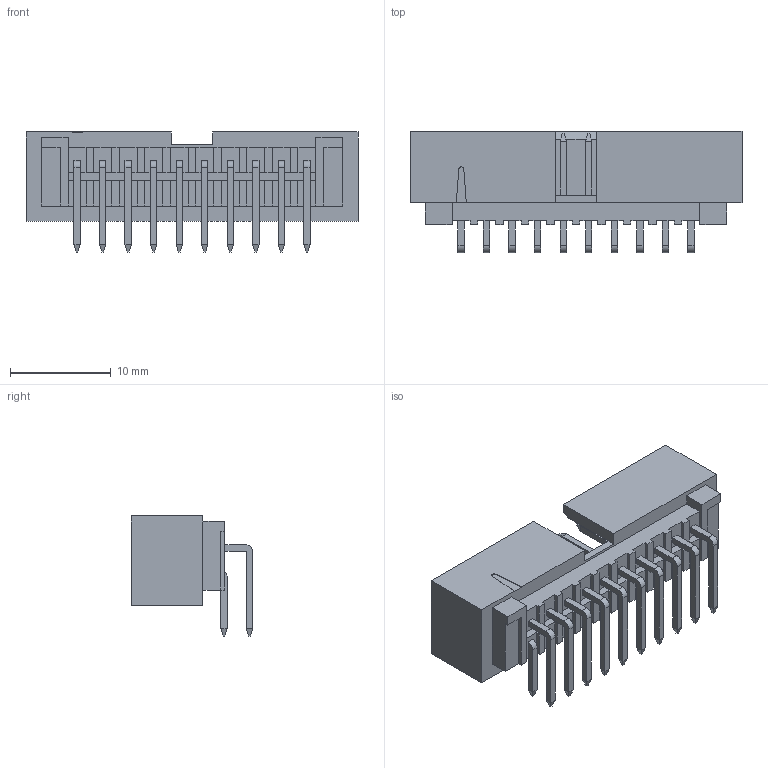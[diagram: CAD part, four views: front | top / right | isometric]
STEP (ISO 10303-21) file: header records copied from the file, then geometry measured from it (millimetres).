
FILE_DESCRIPTION((''),'2;1');
FILE_NAME('702472054','2019-02-04T',('gga'),(''),'PRO/ENGINEER BY PARAMETRIC TECHNOLOGY CORPORATION, 2016010','PRO/ENGINEER BY PARAMETRIC TECHNOLOGY CORPORATION, 2016010','');
FILE_SCHEMA(('CONFIG_CONTROL_DESIGN'));
Length unit declared in the file: millimetre
Products named in the file (1): 702472054
Bounding box: 33.02 x 12.07 x 11.94 mm (x, y, z)
Volume: 1245.3 mm3; surface area: 2549.5 mm2
Topology: 1 solids, 1 shells, 528 faces, 1339 edges, 844 vertices
Faces by surface type: plane 497, cylinder 31
Entity records: 15404 total; most frequent: CARTESIAN_POINT 2672, ORIENTED_EDGE 2598, DIRECTION 2499, EDGE_CURVE 1299, VECTOR 1237, LINE 1237, VERTEX_POINT 804, AXIS2_PLACEMENT_3D 631
